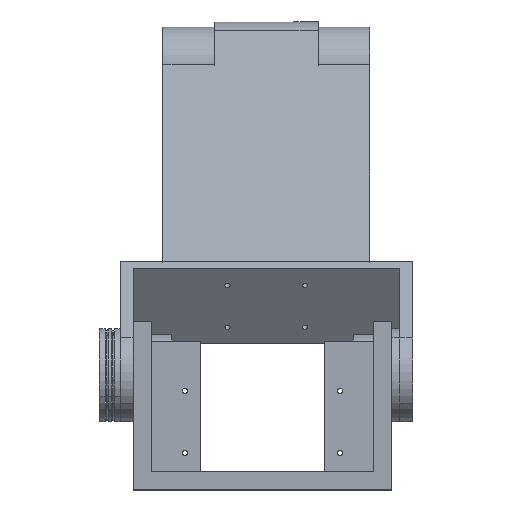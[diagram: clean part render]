
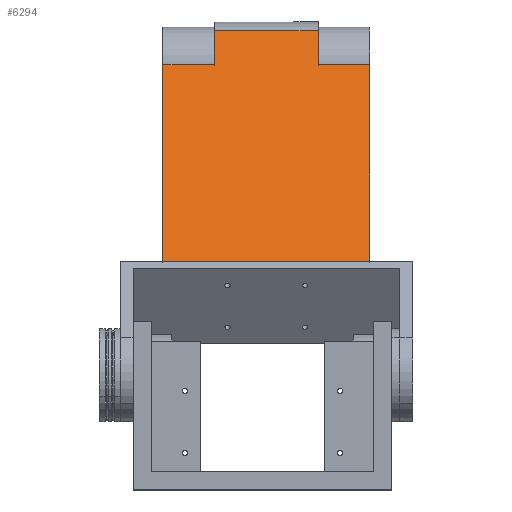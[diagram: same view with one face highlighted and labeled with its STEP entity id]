
A CAD part, top view. The second image highlights one B-rep face of the part: STEP entity #6294.
In plain terms, the highlighted face is planar.
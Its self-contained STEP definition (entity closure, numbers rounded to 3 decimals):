
#178 = CARTESIAN_POINT ( 'NONE',  ( 80., 36., 150. ) ) ;
#297 = VERTEX_POINT ( 'NONE', #399 ) ;
#399 = CARTESIAN_POINT ( 'NONE',  ( 0., 36., 150. ) ) ;
#436 = LINE ( 'NONE', #5511, #4537 ) ;
#566 = EDGE_LOOP ( 'NONE', ( #12707, #12080, #731, #13397, #14288, #1530, #7634, #11175 ) ) ;
#731 = ORIENTED_EDGE ( 'NONE', *, *, #1244, .F. ) ;
#901 = DIRECTION ( 'NONE',  ( -1., 0., 0. ) ) ;
#1244 = EDGE_CURVE ( 'NONE', #6286, #7093, #1392, .T. ) ;
#1369 = LINE ( 'NONE', #5876, #9733 ) ;
#1392 = LINE ( 'NONE', #1466, #3221 ) ;
#1466 = CARTESIAN_POINT ( 'NONE',  ( 60., 36., -18. ) ) ;
#1530 = ORIENTED_EDGE ( 'NONE', *, *, #6227, .F. ) ;
#1912 = AXIS2_PLACEMENT_3D ( 'NONE', #7577, #2106, #11136 ) ;
#2106 = DIRECTION ( 'NONE',  ( 0., -1., 0. ) ) ;
#2819 = EDGE_CURVE ( 'NONE', #7093, #4218, #436, .T. ) ;
#3071 = CARTESIAN_POINT ( 'NONE',  ( 0., 36., 22. ) ) ;
#3078 = EDGE_CURVE ( 'NONE', #297, #3321, #1369, .T. ) ;
#3080 = FACE_OUTER_BOUND ( 'NONE', #566, .T. ) ;
#3124 = CARTESIAN_POINT ( 'NONE',  ( 0., 36., 150. ) ) ;
#3221 = VECTOR ( 'NONE', #11603, 1000. ) ;
#3305 = VECTOR ( 'NONE', #901, 1000. ) ;
#3321 = VERTEX_POINT ( 'NONE', #3071 ) ;
#3835 = CARTESIAN_POINT ( 'NONE',  ( 20., 36., 22. ) ) ;
#4164 = CARTESIAN_POINT ( 'NONE',  ( 80., 36., 150. ) ) ;
#4218 = VERTEX_POINT ( 'NONE', #9676 ) ;
#4537 = VECTOR ( 'NONE', #11146, 1000. ) ;
#5354 = CARTESIAN_POINT ( 'NONE',  ( 0., 36., 22. ) ) ;
#5511 = CARTESIAN_POINT ( 'NONE',  ( 80., 36., 22. ) ) ;
#5864 = CARTESIAN_POINT ( 'NONE',  ( 0., 36., 0. ) ) ;
#5876 = CARTESIAN_POINT ( 'NONE',  ( 0., 36., 150. ) ) ;
#6227 = EDGE_CURVE ( 'NONE', #3321, #6965, #6247, .T. ) ;
#6247 = LINE ( 'NONE', #5354, #13510 ) ;
#6286 = VERTEX_POINT ( 'NONE', #12256 ) ;
#6294 = ADVANCED_FACE ( 'NONE', ( #3080 ), #9872, .F. ) ;
#6392 = EDGE_CURVE ( 'NONE', #6965, #13578, #6828, .T. ) ;
#6406 = EDGE_CURVE ( 'NONE', #6286, #13578, #9115, .T. ) ;
#6757 = DIRECTION ( 'NONE',  ( -1., 0., 0. ) ) ;
#6828 = LINE ( 'NONE', #12397, #6869 ) ;
#6869 = VECTOR ( 'NONE', #12539, 1000. ) ;
#6965 = VERTEX_POINT ( 'NONE', #3835 ) ;
#7093 = VERTEX_POINT ( 'NONE', #7745 ) ;
#7104 = VECTOR ( 'NONE', #6757, 1000. ) ;
#7476 = LINE ( 'NONE', #4164, #11937 ) ;
#7577 = CARTESIAN_POINT ( 'NONE',  ( 0., 36., 150. ) ) ;
#7634 = ORIENTED_EDGE ( 'NONE', *, *, #3078, .F. ) ;
#7745 = CARTESIAN_POINT ( 'NONE',  ( 60., 36., 22. ) ) ;
#8454 = CARTESIAN_POINT ( 'NONE',  ( 20., 36., 0. ) ) ;
#9115 = LINE ( 'NONE', #5864, #7104 ) ;
#9676 = CARTESIAN_POINT ( 'NONE',  ( 80., 36., 22. ) ) ;
#9733 = VECTOR ( 'NONE', #11287, 1000. ) ;
#9837 = EDGE_CURVE ( 'NONE', #13954, #297, #9840, .T. ) ;
#9840 = LINE ( 'NONE', #3124, #3305 ) ;
#9872 = PLANE ( 'NONE',  #1912 ) ;
#11136 = DIRECTION ( 'NONE',  ( 0., 0., -1. ) ) ;
#11146 = DIRECTION ( 'NONE',  ( 1., 0., 0. ) ) ;
#11175 = ORIENTED_EDGE ( 'NONE', *, *, #9837, .F. ) ;
#11287 = DIRECTION ( 'NONE',  ( 0., 0., -1. ) ) ;
#11603 = DIRECTION ( 'NONE',  ( 0., 0., 1. ) ) ;
#11937 = VECTOR ( 'NONE', #14312, 1000. ) ;
#11954 = DIRECTION ( 'NONE',  ( 1., 0., 0. ) ) ;
#12080 = ORIENTED_EDGE ( 'NONE', *, *, #2819, .F. ) ;
#12256 = CARTESIAN_POINT ( 'NONE',  ( 60., 36., 0. ) ) ;
#12397 = CARTESIAN_POINT ( 'NONE',  ( 20., 36., -18. ) ) ;
#12539 = DIRECTION ( 'NONE',  ( 0., 0., -1. ) ) ;
#12707 = ORIENTED_EDGE ( 'NONE', *, *, #14218, .T. ) ;
#13397 = ORIENTED_EDGE ( 'NONE', *, *, #6406, .T. ) ;
#13510 = VECTOR ( 'NONE', #11954, 1000. ) ;
#13578 = VERTEX_POINT ( 'NONE', #8454 ) ;
#13954 = VERTEX_POINT ( 'NONE', #178 ) ;
#14218 = EDGE_CURVE ( 'NONE', #13954, #4218, #7476, .T. ) ;
#14288 = ORIENTED_EDGE ( 'NONE', *, *, #6392, .F. ) ;
#14312 = DIRECTION ( 'NONE',  ( 0., 0., -1. ) ) ;
